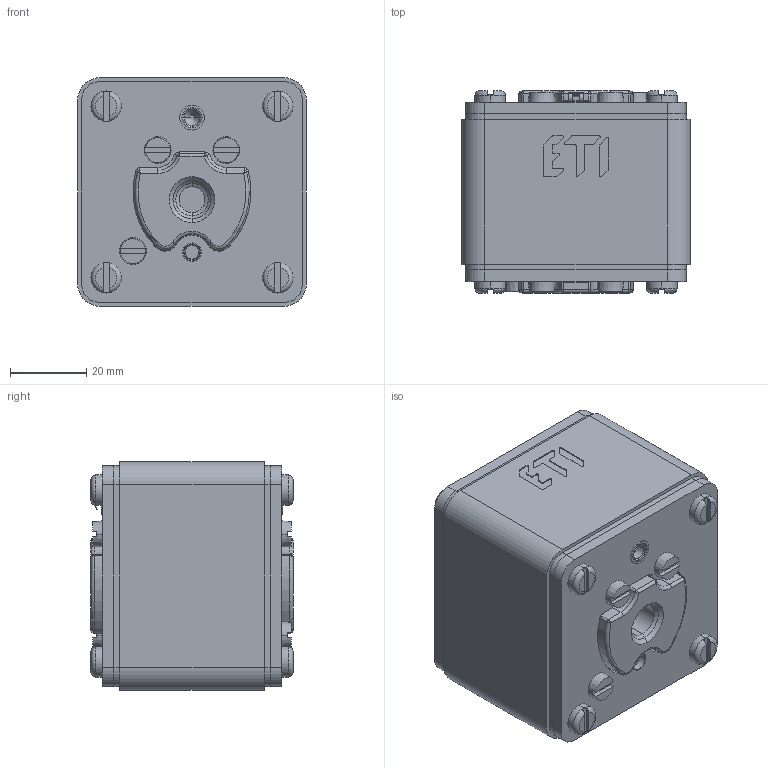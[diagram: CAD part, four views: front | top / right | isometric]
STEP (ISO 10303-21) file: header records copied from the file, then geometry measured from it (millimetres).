
FILE_DESCRIPTION((''),'2;1');
FILE_NAME('004374523_ASM','2021-11-18T',('said.beganovic'),('Audax d.o.o.'),'CREO PARAMETRIC BY PTC INC, 2017020','CREO PARAMETRIC BY PTC INC, 2017020','');
FILE_SCHEMA(('AUTOMOTIVE_DESIGN { 1 0 10303 214 1 1 1 1 }'));
Length unit declared in the file: millimetre
Products named in the file (10): 0000031922; 0000029905; 0000030695; 0000048483; 0000011586; 0000011580; 0000011599; 0000015360; 0000037876; 004374523_ASM
Assembly tree (26 placements, depth 2):
  004374523_ASM
    0000031922
    0000029905  x2
    0000030695  x2
    0000048483  x2
    0000011586
    0000011580  x2
    0000011599  x2
    0000015360  x8
    0000037876  x6
Bounding box: 60 x 53 x 60 mm (x, y, z)
Volume: 176993.8 mm3; surface area: 57504.5 mm2
Topology: 26 solids, 48 shells, 993 faces, 2336 edges, 1434 vertices
Faces by surface type: cylinder 419, plane 271, torus 152, cone 92, bspline 59
Entity records: 25907 total; most frequent: CARTESIAN_POINT 4668, DIRECTION 2683, ORIENTED_EDGE 2248, PRESENTATION_STYLE_ASSIGNMENT 1649, STYLED_ITEM 1598, CURVE_STYLE 1150, EDGE_CURVE 1150, AXIS2_PLACEMENT_3D 1103
